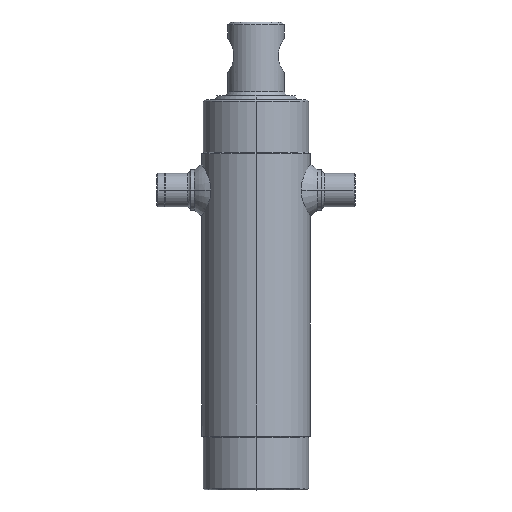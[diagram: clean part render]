
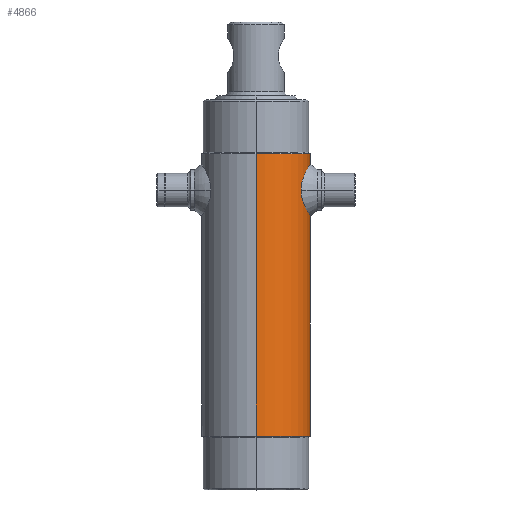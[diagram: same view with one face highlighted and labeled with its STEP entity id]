
A CAD part, top view. The second image highlights one B-rep face of the part: STEP entity #4866.
In plain terms, the highlighted cylindrical face has radius 40.4 mm (diameter 80.8 mm), a partial arc.
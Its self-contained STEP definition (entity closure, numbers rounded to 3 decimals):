
#89 = EDGE_CURVE ( 'NONE', #180, #123, #6180, .T. ) ;
#123 = VERTEX_POINT ( 'NONE', #6566 ) ;
#158 = AXIS2_PLACEMENT_3D ( 'NONE', #4678, #561, #5391 ) ;
#180 = VERTEX_POINT ( 'NONE', #8324 ) ;
#371 = CARTESIAN_POINT ( 'NONE',  ( 0., 305.389, 40.4 ) ) ;
#436 = ORIENTED_EDGE ( 'NONE', *, *, #7113, .T. ) ;
#561 = DIRECTION ( 'NONE',  ( 0., 1., 0. ) ) ;
#805 = DIRECTION ( 'NONE',  ( 0., 1., 0. ) ) ;
#1043 = DIRECTION ( 'NONE',  ( 0., 0., 1. ) ) ;
#1878 = VECTOR ( 'NONE', #5914, 1000. ) ;
#2153 = ORIENTED_EDGE ( 'NONE', *, *, #89, .T. ) ;
#2222 = CARTESIAN_POINT ( 'NONE',  ( 0., 305.389, -40.4 ) ) ;
#2242 = FACE_OUTER_BOUND ( 'NONE', #3344, .T. ) ;
#2616 = VERTEX_POINT ( 'NONE', #7379 ) ;
#2823 = CARTESIAN_POINT ( 'NONE',  ( 0., 40., 0. ) ) ;
#2918 = DIRECTION ( 'NONE',  ( 0., 1., 0. ) ) ;
#3196 = CIRCLE ( 'NONE', #158, 40.4 ) ;
#3344 = EDGE_LOOP ( 'NONE', ( #2153, #436, #6347, #3562 ) ) ;
#3562 = ORIENTED_EDGE ( 'NONE', *, *, #6685, .F. ) ;
#3903 = AXIS2_PLACEMENT_3D ( 'NONE', #8392, #805, #5597 ) ;
#3914 = LINE ( 'NONE', #371, #1878 ) ;
#4678 = CARTESIAN_POINT ( 'NONE',  ( 0., 250., 0. ) ) ;
#4759 = LINE ( 'NONE', #2222, #6404 ) ;
#4866 = ADVANCED_FACE ( 'NONE', ( #2242 ), #8947, .T. ) ;
#5164 = DIRECTION ( 'NONE',  ( 0., 1., 0. ) ) ;
#5391 = DIRECTION ( 'NONE',  ( 0., 0., 1. ) ) ;
#5597 = DIRECTION ( 'NONE',  ( 0., 0., 1. ) ) ;
#5746 = VERTEX_POINT ( 'NONE', #8102 ) ;
#5914 = DIRECTION ( 'NONE',  ( 0., 1., 0. ) ) ;
#6180 = CIRCLE ( 'NONE', #6531, 40.4 ) ;
#6347 = ORIENTED_EDGE ( 'NONE', *, *, #8756, .F. ) ;
#6404 = VECTOR ( 'NONE', #2918, 1000. ) ;
#6531 = AXIS2_PLACEMENT_3D ( 'NONE', #2823, #5164, #1043 ) ;
#6566 = CARTESIAN_POINT ( 'NONE',  ( 0., 40., -40.4 ) ) ;
#6685 = EDGE_CURVE ( 'NONE', #180, #5746, #3914, .T. ) ;
#7113 = EDGE_CURVE ( 'NONE', #123, #2616, #4759, .T. ) ;
#7379 = CARTESIAN_POINT ( 'NONE',  ( 0., 250., -40.4 ) ) ;
#8102 = CARTESIAN_POINT ( 'NONE',  ( 0., 250., 40.4 ) ) ;
#8324 = CARTESIAN_POINT ( 'NONE',  ( 0., 40., 40.4 ) ) ;
#8392 = CARTESIAN_POINT ( 'NONE',  ( 0., 305.389, 0. ) ) ;
#8756 = EDGE_CURVE ( 'NONE', #5746, #2616, #3196, .T. ) ;
#8947 = CYLINDRICAL_SURFACE ( 'NONE', #3903, 40.4 ) ;
